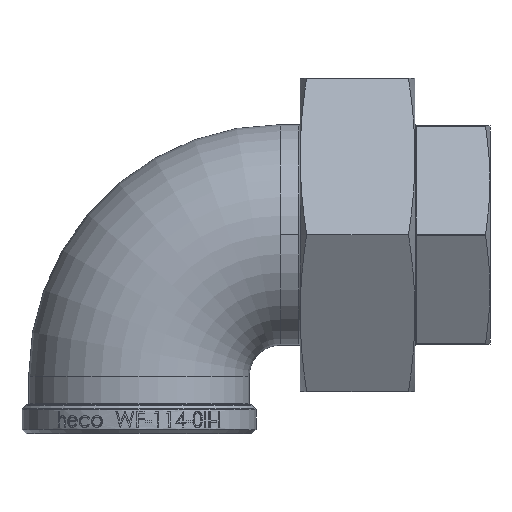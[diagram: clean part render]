
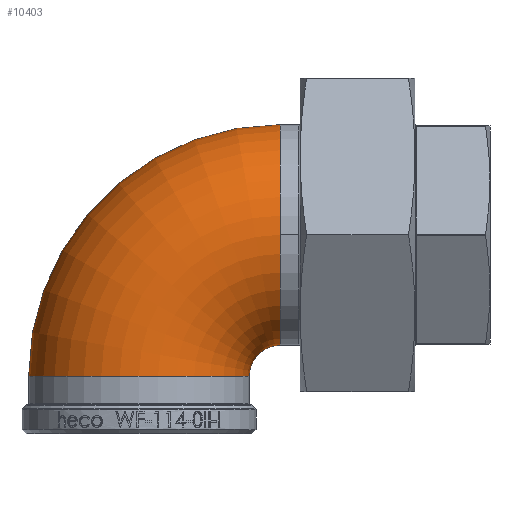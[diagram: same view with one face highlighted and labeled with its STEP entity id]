
A CAD part, top view. The second image highlights one B-rep face of the part: STEP entity #10403.
In plain terms, the highlighted toroidal (fillet/blend) face has major radius 32 mm and minor radius 25 mm.
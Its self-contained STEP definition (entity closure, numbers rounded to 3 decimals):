
#597 = VERTEX_POINT ( 'NONE', #3026 ) ;
#1228 = CARTESIAN_POINT ( 'NONE',  ( 25., 13., 0. ) ) ;
#1484 = CARTESIAN_POINT ( 'NONE',  ( 32., 13., 0. ) ) ;
#1550 = CIRCLE ( 'NONE', #4329, 25. ) ;
#1604 = DIRECTION ( 'NONE',  ( 0., 1., 0. ) ) ;
#1985 = AXIS2_PLACEMENT_3D ( 'NONE', #14296, #15481, #7392 ) ;
#2049 = FACE_OUTER_BOUND ( 'NONE', #15576, .T. ) ;
#2078 = EDGE_CURVE ( 'NONE', #15802, #5871, #14964, .T. ) ;
#2532 = EDGE_CURVE ( 'NONE', #4384, #5871, #4288, .T. ) ;
#2979 = CARTESIAN_POINT ( 'NONE',  ( 0., 13., 0. ) ) ;
#3026 = CARTESIAN_POINT ( 'NONE',  ( -25., 13., 0. ) ) ;
#3857 = EDGE_CURVE ( 'NONE', #15802, #597, #7468, .T. ) ;
#4288 = CIRCLE ( 'NONE', #13462, 25. ) ;
#4329 = AXIS2_PLACEMENT_3D ( 'NONE', #11046, #16489, #13575 ) ;
#4384 = VERTEX_POINT ( 'NONE', #17080 ) ;
#4587 = EDGE_CURVE ( 'NONE', #7509, #4384, #1550, .T. ) ;
#4591 = TOROIDAL_SURFACE ( 'NONE', #10110, 32., 25. ) ;
#4970 = CIRCLE ( 'NONE', #13732, 57. ) ;
#5492 = DIRECTION ( 'NONE',  ( 0., 0., -1. ) ) ;
#5871 = VERTEX_POINT ( 'NONE', #8716 ) ;
#5879 = AXIS2_PLACEMENT_3D ( 'NONE', #2979, #14953, #6926 ) ;
#5899 = CARTESIAN_POINT ( 'NONE',  ( 32., 70., 0. ) ) ;
#6678 = CARTESIAN_POINT ( 'NONE',  ( 32., 13., 0. ) ) ;
#6926 = DIRECTION ( 'NONE',  ( -1., 0., 0. ) ) ;
#7392 = DIRECTION ( 'NONE',  ( 0., 1., 0. ) ) ;
#7468 = CIRCLE ( 'NONE', #5879, 25. ) ;
#7509 = VERTEX_POINT ( 'NONE', #5899 ) ;
#8393 = ORIENTED_EDGE ( 'NONE', *, *, #4587, .F. ) ;
#8716 = CARTESIAN_POINT ( 'NONE',  ( 32., 20., 0. ) ) ;
#9464 = DIRECTION ( 'NONE',  ( 0., 1., 0. ) ) ;
#9515 = DIRECTION ( 'NONE',  ( 0., 0., -1. ) ) ;
#10110 = AXIS2_PLACEMENT_3D ( 'NONE', #1484, #5492, #1604 ) ;
#10403 = ADVANCED_FACE ( 'NONE', ( #2049 ), #4591, .T. ) ;
#11046 = CARTESIAN_POINT ( 'NONE',  ( 32., 45., 0. ) ) ;
#11952 = DIRECTION ( 'NONE',  ( 1., 0., 0. ) ) ;
#13000 = ORIENTED_EDGE ( 'NONE', *, *, #2078, .T. ) ;
#13099 = ORIENTED_EDGE ( 'NONE', *, *, #2532, .F. ) ;
#13462 = AXIS2_PLACEMENT_3D ( 'NONE', #17118, #11952, #15982 ) ;
#13575 = DIRECTION ( 'NONE',  ( 0., 1., 0. ) ) ;
#13725 = ORIENTED_EDGE ( 'NONE', *, *, #3857, .F. ) ;
#13732 = AXIS2_PLACEMENT_3D ( 'NONE', #6678, #9515, #9464 ) ;
#14296 = CARTESIAN_POINT ( 'NONE',  ( 32., 13., 0. ) ) ;
#14953 = DIRECTION ( 'NONE',  ( 0., -1., 0. ) ) ;
#14964 = CIRCLE ( 'NONE', #1985, 7. ) ;
#15148 = EDGE_CURVE ( 'NONE', #597, #7509, #4970, .T. ) ;
#15403 = ORIENTED_EDGE ( 'NONE', *, *, #15148, .F. ) ;
#15481 = DIRECTION ( 'NONE',  ( 0., 0., -1. ) ) ;
#15576 = EDGE_LOOP ( 'NONE', ( #15403, #13725, #13000, #13099, #8393 ) ) ;
#15802 = VERTEX_POINT ( 'NONE', #1228 ) ;
#15982 = DIRECTION ( 'NONE',  ( 0., 1., 0. ) ) ;
#16489 = DIRECTION ( 'NONE',  ( 1., 0., 0. ) ) ;
#17080 = CARTESIAN_POINT ( 'NONE',  ( 32., 45., 25. ) ) ;
#17118 = CARTESIAN_POINT ( 'NONE',  ( 32., 45., 0. ) ) ;
